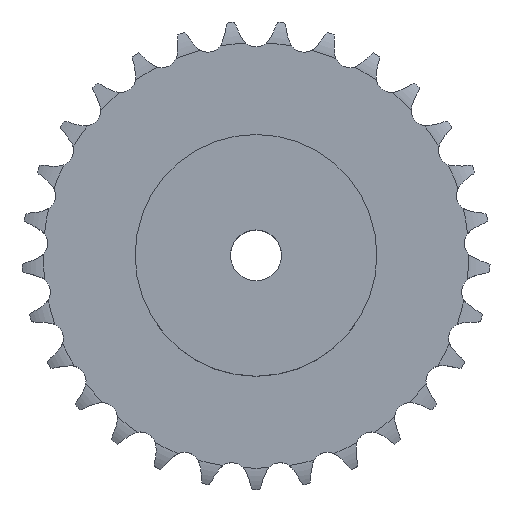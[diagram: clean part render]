
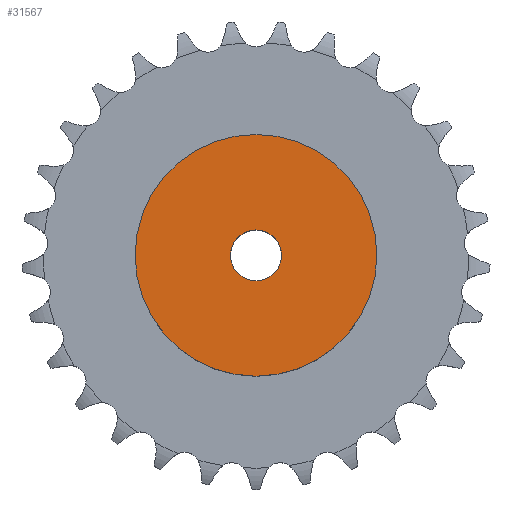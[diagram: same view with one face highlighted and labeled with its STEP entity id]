
A CAD part, top view. The second image highlights one B-rep face of the part: STEP entity #31567.
In plain terms, the highlighted planar face has unit normal (0, 0, 1).
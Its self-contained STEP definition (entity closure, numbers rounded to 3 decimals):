
#3813 = CYLINDRICAL_SURFACE('',#3814,47.5);
#3814 = AXIS2_PLACEMENT_3D('',#3815,#3816,#3817);
#3815 = CARTESIAN_POINT('',(0.,0.,0.));
#3816 = DIRECTION('',(-0.,-0.,-1.));
#3817 = DIRECTION('',(1.,0.,0.));
#19978 = VERTEX_POINT('',#19979);
#19979 = CARTESIAN_POINT('',(47.5,0.,40.));
#20000 = EDGE_CURVE('',#19978,#19978,#20001,.T.);
#20001 = SURFACE_CURVE('',#20002,(#20007,#20014),.PCURVE_S1.);
#20002 = CIRCLE('',#20003,47.5);
#20003 = AXIS2_PLACEMENT_3D('',#20004,#20005,#20006);
#20004 = CARTESIAN_POINT('',(0.,0.,40.));
#20005 = DIRECTION('',(0.,0.,1.));
#20006 = DIRECTION('',(1.,0.,0.));
#20007 = PCURVE('',#3813,#20008);
#20008 = DEFINITIONAL_REPRESENTATION('',(#20009),#20013);
#20009 = LINE('',#20010,#20011);
#20010 = CARTESIAN_POINT('',(-0.,-40.));
#20011 = VECTOR('',#20012,1.);
#20012 = DIRECTION('',(-1.,0.));
#20013 = ( GEOMETRIC_REPRESENTATION_CONTEXT(2) 
PARAMETRIC_REPRESENTATION_CONTEXT() REPRESENTATION_CONTEXT('2D SPACE',''
  ) );
#20014 = PCURVE('',#20015,#20020);
#20015 = PLANE('',#20016);
#20016 = AXIS2_PLACEMENT_3D('',#20017,#20018,#20019);
#20017 = CARTESIAN_POINT('',(0.,0.,40.)
  );
#20018 = DIRECTION('',(0.,0.,1.));
#20019 = DIRECTION('',(1.,0.,0.));
#20020 = DEFINITIONAL_REPRESENTATION('',(#20021),#20025);
#20021 = CIRCLE('',#20022,47.5);
#20022 = AXIS2_PLACEMENT_2D('',#20023,#20024);
#20023 = CARTESIAN_POINT('',(0.,0.));
#20024 = DIRECTION('',(1.,0.));
#20025 = ( GEOMETRIC_REPRESENTATION_CONTEXT(2) 
PARAMETRIC_REPRESENTATION_CONTEXT() REPRESENTATION_CONTEXT('2D SPACE',''
  ) );
#26824 = CYLINDRICAL_SURFACE('',#26825,10.);
#26825 = AXIS2_PLACEMENT_3D('',#26826,#26827,#26828);
#26826 = CARTESIAN_POINT('',(0.,0.,280.6));
#26827 = DIRECTION('',(0.,0.,1.));
#26828 = DIRECTION('',(1.,0.,0.));
#31567 = ADVANCED_FACE('',(#31568,#31571),#20015,.T.);
#31568 = FACE_BOUND('',#31569,.T.);
#31569 = EDGE_LOOP('',(#31570));
#31570 = ORIENTED_EDGE('',*,*,#20000,.T.);
#31571 = FACE_BOUND('',#31572,.T.);
#31572 = EDGE_LOOP('',(#31573));
#31573 = ORIENTED_EDGE('',*,*,#31574,.F.);
#31574 = EDGE_CURVE('',#31575,#31575,#31577,.T.);
#31575 = VERTEX_POINT('',#31576);
#31576 = CARTESIAN_POINT('',(10.,0.,40.));
#31577 = SURFACE_CURVE('',#31578,(#31583,#31590),.PCURVE_S1.);
#31578 = CIRCLE('',#31579,10.);
#31579 = AXIS2_PLACEMENT_3D('',#31580,#31581,#31582);
#31580 = CARTESIAN_POINT('',(0.,0.,40.));
#31581 = DIRECTION('',(0.,0.,1.));
#31582 = DIRECTION('',(1.,0.,0.));
#31583 = PCURVE('',#20015,#31584);
#31584 = DEFINITIONAL_REPRESENTATION('',(#31585),#31589);
#31585 = CIRCLE('',#31586,10.);
#31586 = AXIS2_PLACEMENT_2D('',#31587,#31588);
#31587 = CARTESIAN_POINT('',(0.,0.));
#31588 = DIRECTION('',(1.,0.));
#31589 = ( GEOMETRIC_REPRESENTATION_CONTEXT(2) 
PARAMETRIC_REPRESENTATION_CONTEXT() REPRESENTATION_CONTEXT('2D SPACE',''
  ) );
#31590 = PCURVE('',#26824,#31591);
#31591 = DEFINITIONAL_REPRESENTATION('',(#31592),#31596);
#31592 = LINE('',#31593,#31594);
#31593 = CARTESIAN_POINT('',(0.,-240.6));
#31594 = VECTOR('',#31595,1.);
#31595 = DIRECTION('',(1.,0.));
#31596 = ( GEOMETRIC_REPRESENTATION_CONTEXT(2) 
PARAMETRIC_REPRESENTATION_CONTEXT() REPRESENTATION_CONTEXT('2D SPACE',''
  ) );
